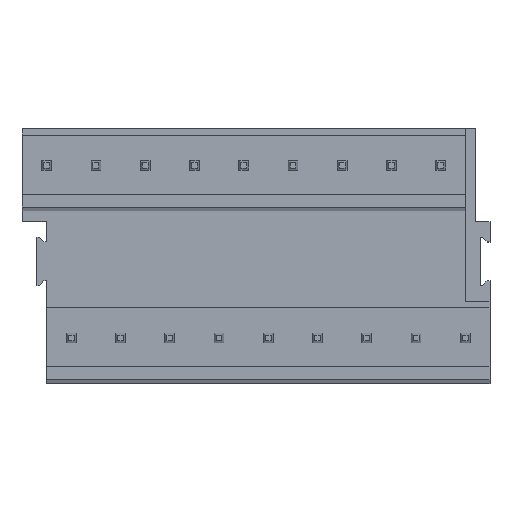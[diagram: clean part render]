
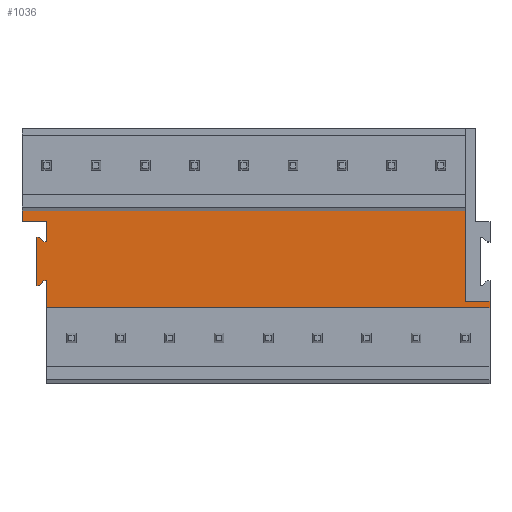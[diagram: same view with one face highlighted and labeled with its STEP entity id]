
A CAD part, top view. The second image highlights one B-rep face of the part: STEP entity #1036.
In plain terms, the highlighted planar face has unit normal (0, 0, 1).
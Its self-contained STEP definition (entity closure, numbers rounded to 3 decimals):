
#699=AXIS2_PLACEMENT_3D('Plane Axis2P3D',#696,#697,#698) ;
#42=CARTESIAN_POINT('Vertex',(2.54,14.6,15.2)) ;
#45=CARTESIAN_POINT('Line Origine',(2.54,15.65,15.2)) ;
#49=CARTESIAN_POINT('Vertex',(2.54,16.7,15.2)) ;
#82=CARTESIAN_POINT('Vertex',(2.54,10.6,15.2)) ;
#85=CARTESIAN_POINT('Line Origine',(2.39,10.6,15.2)) ;
#89=CARTESIAN_POINT('Vertex',(2.24,10.6,15.2)) ;
#116=CARTESIAN_POINT('Line Origine',(2.005,10.35,15.2)) ;
#120=CARTESIAN_POINT('Vertex',(1.77,10.1,15.2)) ;
#147=CARTESIAN_POINT('Line Origine',(1.655,10.1,15.2)) ;
#151=CARTESIAN_POINT('Vertex',(1.54,10.1,15.2)) ;
#178=CARTESIAN_POINT('Line Origine',(1.54,12.6,15.2)) ;
#182=CARTESIAN_POINT('Vertex',(1.54,15.1,15.2)) ;
#209=CARTESIAN_POINT('Line Origine',(1.655,15.1,15.2)) ;
#213=CARTESIAN_POINT('Vertex',(1.77,15.1,15.2)) ;
#240=CARTESIAN_POINT('Line Origine',(2.005,14.85,15.2)) ;
#244=CARTESIAN_POINT('Vertex',(2.24,14.6,15.2)) ;
#271=CARTESIAN_POINT('Line Origine',(2.39,14.6,15.2)) ;
#299=CARTESIAN_POINT('Vertex',(2.54,7.8,15.2)) ;
#313=CARTESIAN_POINT('Vertex',(48.26,7.8,15.2)) ;
#316=CARTESIAN_POINT('Line Origine',(25.4,7.8,15.2)) ;
#696=CARTESIAN_POINT('Axis2P3D Location',(0.,0.4,15.2)) ;
#820=CARTESIAN_POINT('Line Origine',(2.54,9.2,15.2)) ;
#886=CARTESIAN_POINT('Vertex',(0.,16.7,15.2)) ;
#889=CARTESIAN_POINT('Line Origine',(0.,17.64,15.2)) ;
#893=CARTESIAN_POINT('Vertex',(0.,18.58,15.2)) ;
#987=CARTESIAN_POINT('Line Origine',(46.99,8.5,15.2)) ;
#991=CARTESIAN_POINT('Vertex',(48.26,8.5,15.2)) ;
#993=CARTESIAN_POINT('Vertex',(45.72,8.5,15.2)) ;
#996=CARTESIAN_POINT('Line Origine',(45.72,13.54,15.2)) ;
#1000=CARTESIAN_POINT('Vertex',(45.72,18.58,15.2)) ;
#1003=CARTESIAN_POINT('Line Origine',(22.86,18.58,15.2)) ;
#1008=CARTESIAN_POINT('Line Origine',(1.27,16.7,15.2)) ;
#1013=CARTESIAN_POINT('Line Origine',(48.26,8.15,15.2)) ;
#46=DIRECTION('Vector Direction',(0.,1.,0.)) ;
#86=DIRECTION('Vector Direction',(-1.,0.,0.)) ;
#117=DIRECTION('Vector Direction',(-0.685,-0.729,0.)) ;
#148=DIRECTION('Vector Direction',(-1.,0.,0.)) ;
#179=DIRECTION('Vector Direction',(0.,1.,0.)) ;
#210=DIRECTION('Vector Direction',(1.,0.,0.)) ;
#241=DIRECTION('Vector Direction',(0.685,-0.729,0.)) ;
#272=DIRECTION('Vector Direction',(1.,0.,0.)) ;
#317=DIRECTION('Vector Direction',(1.,0.,0.)) ;
#697=DIRECTION('Axis2P3D Direction',(0.,0.,-1.)) ;
#698=DIRECTION('Axis2P3D XDirection',(0.,1.,0.)) ;
#821=DIRECTION('Vector Direction',(0.,-1.,0.)) ;
#890=DIRECTION('Vector Direction',(0.,1.,0.)) ;
#988=DIRECTION('Vector Direction',(-1.,0.,0.)) ;
#997=DIRECTION('Vector Direction',(0.,-1.,0.)) ;
#1004=DIRECTION('Vector Direction',(1.,0.,0.)) ;
#1009=DIRECTION('Vector Direction',(1.,0.,0.)) ;
#1014=DIRECTION('Vector Direction',(0.,1.,0.)) ;
#47=VECTOR('Line Direction',#46,1.) ;
#87=VECTOR('Line Direction',#86,1.) ;
#118=VECTOR('Line Direction',#117,1.) ;
#149=VECTOR('Line Direction',#148,1.) ;
#180=VECTOR('Line Direction',#179,1.) ;
#211=VECTOR('Line Direction',#210,1.) ;
#242=VECTOR('Line Direction',#241,1.) ;
#273=VECTOR('Line Direction',#272,1.) ;
#318=VECTOR('Line Direction',#317,1.) ;
#822=VECTOR('Line Direction',#821,1.) ;
#891=VECTOR('Line Direction',#890,1.) ;
#989=VECTOR('Line Direction',#988,1.) ;
#998=VECTOR('Line Direction',#997,1.) ;
#1005=VECTOR('Line Direction',#1004,1.) ;
#1010=VECTOR('Line Direction',#1009,1.) ;
#1015=VECTOR('Line Direction',#1014,1.) ;
#1019=ORIENTED_EDGE('',*,*,#995,.T.) ;
#1020=ORIENTED_EDGE('',*,*,#1002,.F.) ;
#1021=ORIENTED_EDGE('',*,*,#1007,.F.) ;
#1022=ORIENTED_EDGE('',*,*,#895,.F.) ;
#1023=ORIENTED_EDGE('',*,*,#1012,.T.) ;
#1024=ORIENTED_EDGE('',*,*,#51,.F.) ;
#1025=ORIENTED_EDGE('',*,*,#275,.F.) ;
#1026=ORIENTED_EDGE('',*,*,#246,.F.) ;
#1027=ORIENTED_EDGE('',*,*,#215,.F.) ;
#1028=ORIENTED_EDGE('',*,*,#184,.F.) ;
#1029=ORIENTED_EDGE('',*,*,#153,.F.) ;
#1030=ORIENTED_EDGE('',*,*,#122,.F.) ;
#1031=ORIENTED_EDGE('',*,*,#91,.F.) ;
#1032=ORIENTED_EDGE('',*,*,#824,.T.) ;
#1033=ORIENTED_EDGE('',*,*,#320,.T.) ;
#1034=ORIENTED_EDGE('',*,*,#1017,.T.) ;
#1036=ADVANCED_FACE('Housing',(#1035),#700,.F.) ;
#51=EDGE_CURVE('',#43,#50,#48,.T.) ;
#91=EDGE_CURVE('',#83,#90,#88,.T.) ;
#122=EDGE_CURVE('',#90,#121,#119,.T.) ;
#153=EDGE_CURVE('',#121,#152,#150,.T.) ;
#184=EDGE_CURVE('',#152,#183,#181,.T.) ;
#215=EDGE_CURVE('',#183,#214,#212,.T.) ;
#246=EDGE_CURVE('',#214,#245,#243,.T.) ;
#275=EDGE_CURVE('',#245,#43,#274,.T.) ;
#320=EDGE_CURVE('',#300,#314,#319,.T.) ;
#824=EDGE_CURVE('',#83,#300,#823,.T.) ;
#895=EDGE_CURVE('',#887,#894,#892,.T.) ;
#995=EDGE_CURVE('',#992,#994,#990,.T.) ;
#1002=EDGE_CURVE('',#1001,#994,#999,.T.) ;
#1007=EDGE_CURVE('',#894,#1001,#1006,.T.) ;
#1012=EDGE_CURVE('',#887,#50,#1011,.T.) ;
#1017=EDGE_CURVE('',#314,#992,#1016,.T.) ;
#1018=EDGE_LOOP('',(#1019,#1020,#1021,#1022,#1023,#1024,#1025,#1026,#1027,#1028,#1029,#1030,#1031,#1032,#1033,#1034)) ;
#1035=FACE_OUTER_BOUND('',#1018,.T.) ;
#48=LINE('Line',#45,#47) ;
#88=LINE('Line',#85,#87) ;
#119=LINE('Line',#116,#118) ;
#150=LINE('Line',#147,#149) ;
#181=LINE('Line',#178,#180) ;
#212=LINE('Line',#209,#211) ;
#243=LINE('Line',#240,#242) ;
#274=LINE('Line',#271,#273) ;
#319=LINE('Line',#316,#318) ;
#823=LINE('Line',#820,#822) ;
#892=LINE('Line',#889,#891) ;
#990=LINE('Line',#987,#989) ;
#999=LINE('Line',#996,#998) ;
#1006=LINE('Line',#1003,#1005) ;
#1011=LINE('Line',#1008,#1010) ;
#1016=LINE('Line',#1013,#1015) ;
#700=PLANE('',#699) ;
#43=VERTEX_POINT('',#42) ;
#50=VERTEX_POINT('',#49) ;
#83=VERTEX_POINT('',#82) ;
#90=VERTEX_POINT('',#89) ;
#121=VERTEX_POINT('',#120) ;
#152=VERTEX_POINT('',#151) ;
#183=VERTEX_POINT('',#182) ;
#214=VERTEX_POINT('',#213) ;
#245=VERTEX_POINT('',#244) ;
#300=VERTEX_POINT('',#299) ;
#314=VERTEX_POINT('',#313) ;
#887=VERTEX_POINT('',#886) ;
#894=VERTEX_POINT('',#893) ;
#992=VERTEX_POINT('',#991) ;
#994=VERTEX_POINT('',#993) ;
#1001=VERTEX_POINT('',#1000) ;
